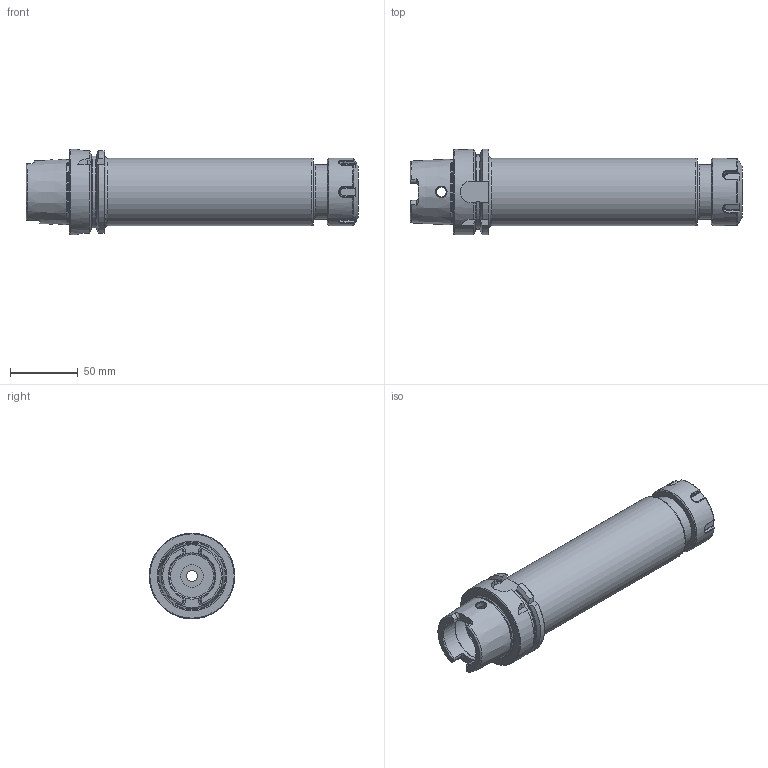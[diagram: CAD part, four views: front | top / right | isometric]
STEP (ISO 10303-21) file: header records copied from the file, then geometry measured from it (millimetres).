
FILE_DESCRIPTION(/* description */ ('','CAx-IF Rec.Pracs.---Representation and Presentation of Product Manufacturing Information (PMI)---4.0---2014-10-13'),/* implementation_level */ '2;1');
FILE_NAME(/* name */ 'BQ027.stp',/* time_stamp */ '2025-02-21T15:01:02+09:00',/* author */ ('eos'),/* organization */ (''),/* preprocessor_version */ 'ST-DEVELOPER v20',/* originating_system */ 'Autodesk Inventor 2025',/* authorisation */ '');
FILE_SCHEMA (('AP242_MANAGED_MODEL_BASED_3D_ENGINEERING_MIM_LF { 1 0 10303 442 1 1 4 }'));
Length unit declared in the file: millimetre
Products named in the file (3): LO-HSK63A-ER32-152.4; LO-HSK63A-ER32-152.4_1; ER32NUT
Assembly tree (2 placements, depth 2):
  LO-HSK63A-ER32-152.4
    LO-HSK63A-ER32-152.4_1
    ER32NUT
Bounding box: 244.4 x 63 x 63 mm (x, y, z)
Volume: 390809.6 mm3; surface area: 64619.9 mm2
Topology: 2 solids, 2 shells, 205 faces, 532 edges, 340 vertices
Faces by surface type: plane 80, cylinder 54, torus 37, cone 26, bspline 8
Full cylindrical faces by diameter (mm): 1 x1, 7.5 x2, 8 x1, 10 x1, 16.917 x1, 19 x1, 20.498 x1, 23 x1, 23.5 x1, 27.1 x1, 31.4 x1, 33.8 x1, 34 x2, 38.6 x1, 40 x2, 40.5 x1, 48.041 x1, 50 x2, 63 x1
Entity records: 8986 total; most frequent: CARTESIAN_POINT 3356, DIRECTION 1091, ORIENTED_EDGE 1062, EDGE_CURVE 531, AXIS2_PLACEMENT_3D 449, VERTEX_POINT 340, STYLED_ITEM 227, EDGE_LOOP 223
